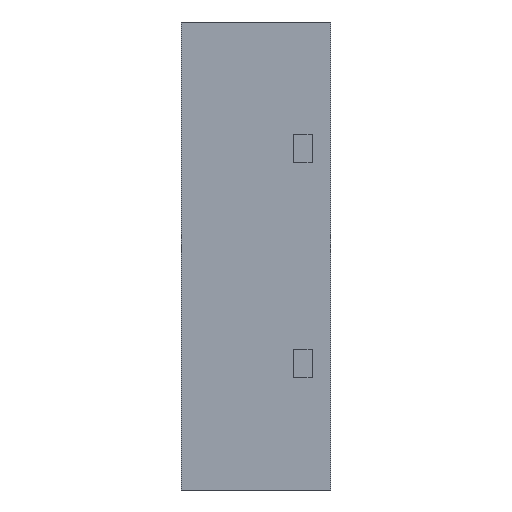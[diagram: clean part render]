
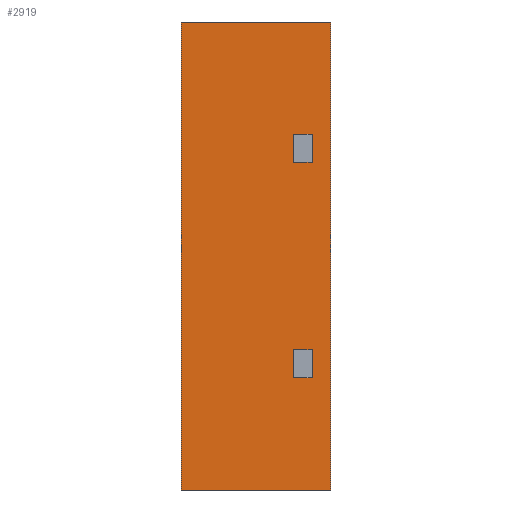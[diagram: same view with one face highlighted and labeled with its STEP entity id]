
A CAD part, left-side view. The second image highlights one B-rep face of the part: STEP entity #2919.
In plain terms, the highlighted planar face has unit normal (-1, 0, 0).
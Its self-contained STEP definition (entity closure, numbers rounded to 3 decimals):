
#102=DIRECTION('',(0.,0.,1.));
#103=VECTOR('',#102,2.5);
#104=CARTESIAN_POINT('',(-1.25,0.,-1.25));
#105=LINE('',#104,#103);
#932=DIRECTION('',(0.,1.,0.));
#933=VECTOR('',#932,0.8);
#934=CARTESIAN_POINT('',(-1.25,0.,1.25));
#935=LINE('',#934,#933);
#1290=DIRECTION('',(0.,1.,0.));
#1291=VECTOR('',#1290,0.8);
#1292=CARTESIAN_POINT('',(-1.25,0.,-1.25));
#1293=LINE('',#1292,#1291);
#1297=DIRECTION('',(0.,1.,0.));
#1298=VECTOR('',#1297,0.1);
#1299=CARTESIAN_POINT('',(-1.25,0.1,0.65));
#1300=LINE('',#1299,#1298);
#1304=DIRECTION('',(0.,0.,-1.));
#1305=VECTOR('',#1304,0.15);
#1306=CARTESIAN_POINT('',(-1.25,0.2,0.65));
#1307=LINE('',#1306,#1305);
#1311=DIRECTION('',(0.,1.,0.));
#1312=VECTOR('',#1311,0.1);
#1313=CARTESIAN_POINT('',(-1.25,0.1,0.5));
#1314=LINE('',#1313,#1312);
#1318=DIRECTION('',(0.,0.,-1.));
#1319=VECTOR('',#1318,0.15);
#1320=CARTESIAN_POINT('',(-1.25,0.1,0.65));
#1321=LINE('',#1320,#1319);
#1325=DIRECTION('',(0.,1.,0.));
#1326=VECTOR('',#1325,0.1);
#1327=CARTESIAN_POINT('',(-1.25,0.1,-0.65));
#1328=LINE('',#1327,#1326);
#1332=DIRECTION('',(0.,0.,-1.));
#1333=VECTOR('',#1332,0.15);
#1334=CARTESIAN_POINT('',(-1.25,0.1,-0.5));
#1335=LINE('',#1334,#1333);
#1339=DIRECTION('',(0.,1.,0.));
#1340=VECTOR('',#1339,0.1);
#1341=CARTESIAN_POINT('',(-1.25,0.1,-0.5));
#1342=LINE('',#1341,#1340);
#1346=DIRECTION('',(0.,0.,-1.));
#1347=VECTOR('',#1346,0.15);
#1348=CARTESIAN_POINT('',(-1.25,0.2,-0.5));
#1349=LINE('',#1348,#1347);
#1353=DIRECTION('',(0.,0.,1.));
#1354=VECTOR('',#1353,2.5);
#1355=CARTESIAN_POINT('',(-1.25,0.8,-1.25));
#1356=LINE('',#1355,#1354);
#1605=CARTESIAN_POINT('',(-1.25,0.,-1.25));
#1606=CARTESIAN_POINT('',(-1.25,0.,1.25));
#1607=VERTEX_POINT('',#1605);
#1608=VERTEX_POINT('',#1606);
#1613=CARTESIAN_POINT('',(-1.25,0.8,-1.25));
#1614=CARTESIAN_POINT('',(-1.25,0.8,1.25));
#1615=VERTEX_POINT('',#1613);
#1616=VERTEX_POINT('',#1614);
#1695=CARTESIAN_POINT('',(-1.25,0.1,0.65));
#1696=CARTESIAN_POINT('',(-1.25,0.2,0.65));
#1697=VERTEX_POINT('',#1695);
#1698=VERTEX_POINT('',#1696);
#1699=CARTESIAN_POINT('',(-1.25,0.1,-0.65));
#1700=CARTESIAN_POINT('',(-1.25,0.2,-0.65));
#1701=VERTEX_POINT('',#1699);
#1702=VERTEX_POINT('',#1700);
#1703=CARTESIAN_POINT('',(-1.25,0.2,0.5));
#1704=VERTEX_POINT('',#1703);
#1705=CARTESIAN_POINT('',(-1.25,0.2,-0.5));
#1706=VERTEX_POINT('',#1705);
#1707=CARTESIAN_POINT('',(-1.25,0.1,0.5));
#1708=VERTEX_POINT('',#1707);
#1709=CARTESIAN_POINT('',(-1.25,0.1,-0.5));
#1710=VERTEX_POINT('',#1709);
#2887=CARTESIAN_POINT('',(-1.25,0.,-1.25));
#2888=DIRECTION('',(-1.,0.,0.));
#2889=DIRECTION('',(0.,0.,1.));
#2890=AXIS2_PLACEMENT_3D('',#2887,#2888,#2889);
#2891=PLANE('',#2890);
#2892=ORIENTED_EDGE('',*,*,#1908,.F.);
#2893=ORIENTED_EDGE('',*,*,#2263,.T.);
#2895=ORIENTED_EDGE('',*,*,#2894,.T.);
#2896=ORIENTED_EDGE('',*,*,#2573,.F.);
#2897=EDGE_LOOP('',(#2892,#2893,#2895,#2896));
#2898=FACE_OUTER_BOUND('',#2897,.F.);
#2900=ORIENTED_EDGE('',*,*,#2899,.T.);
#2902=ORIENTED_EDGE('',*,*,#2901,.T.);
#2904=ORIENTED_EDGE('',*,*,#2903,.F.);
#2906=ORIENTED_EDGE('',*,*,#2905,.F.);
#2907=EDGE_LOOP('',(#2900,#2902,#2904,#2906));
#2908=FACE_BOUND('',#2907,.F.);
#2910=ORIENTED_EDGE('',*,*,#2909,.F.);
#2912=ORIENTED_EDGE('',*,*,#2911,.F.);
#2914=ORIENTED_EDGE('',*,*,#2913,.T.);
#2916=ORIENTED_EDGE('',*,*,#2915,.T.);
#2917=EDGE_LOOP('',(#2910,#2912,#2914,#2916));
#2918=FACE_BOUND('',#2917,.F.);
#2919=ADVANCED_FACE('',(#2898,#2908,#2918),#2891,.T.);
#1908=EDGE_CURVE('',#1607,#1608,#105,.T.);
#2263=EDGE_CURVE('',#1607,#1615,#1293,.T.);
#2573=EDGE_CURVE('',#1608,#1616,#935,.T.);
#2894=EDGE_CURVE('',#1615,#1616,#1356,.T.);
#2899=EDGE_CURVE('',#1697,#1698,#1300,.T.);
#2901=EDGE_CURVE('',#1698,#1704,#1307,.T.);
#2903=EDGE_CURVE('',#1708,#1704,#1314,.T.);
#2905=EDGE_CURVE('',#1697,#1708,#1321,.T.);
#2909=EDGE_CURVE('',#1701,#1702,#1328,.T.);
#2911=EDGE_CURVE('',#1710,#1701,#1335,.T.);
#2913=EDGE_CURVE('',#1710,#1706,#1342,.T.);
#2915=EDGE_CURVE('',#1706,#1702,#1349,.T.);
